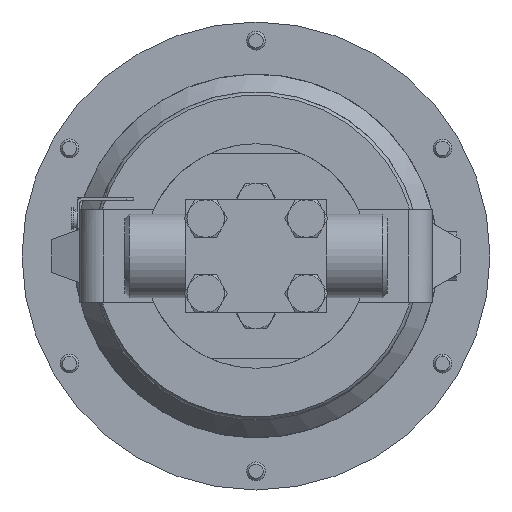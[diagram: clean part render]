
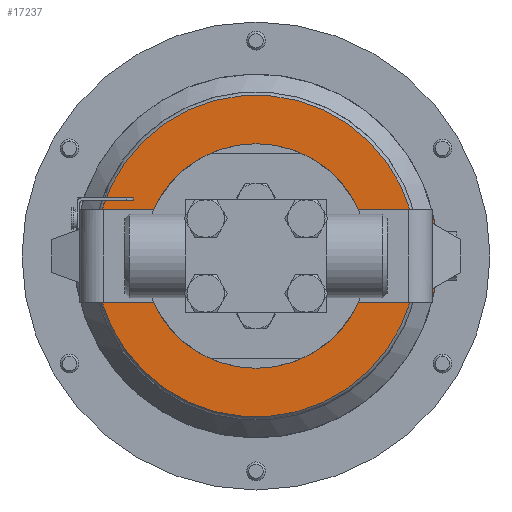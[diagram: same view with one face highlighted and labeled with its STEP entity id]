
A CAD part, front view. The second image highlights one B-rep face of the part: STEP entity #17237.
In plain terms, the highlighted planar face has unit normal (0, -1, 0).
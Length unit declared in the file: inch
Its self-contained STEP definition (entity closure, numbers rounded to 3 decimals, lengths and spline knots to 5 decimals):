
#160 = FACE_BOUND ( 'NONE', #9847, .T. ) ;
#707 = DIRECTION ( 'NONE',  ( 0., -1., 0. ) ) ;
#862 = ORIENTED_EDGE ( 'NONE', *, *, #9116, .T. ) ;
#989 = AXIS2_PLACEMENT_3D ( 'NONE', #8539, #22535, #10567 ) ;
#1298 = VERTEX_POINT ( 'NONE', #7591 ) ;
#1451 = VERTEX_POINT ( 'NONE', #23952 ) ;
#2005 = EDGE_CURVE ( 'NONE', #1298, #1451, #10654, .T. ) ;
#2162 = EDGE_LOOP ( 'NONE', ( #6879, #9001, #7720, #862, #7635, #18369, #10801, #14546, #10120 ) ) ;
#2252 = EDGE_CURVE ( 'NONE', #5927, #25946, #6202, .T. ) ;
#2336 = CARTESIAN_POINT ( 'NONE',  ( -0.88644, 10.10197, 2.03264 ) ) ;
#2619 = FACE_OUTER_BOUND ( 'NONE', #2162, .T. ) ;
#2755 = CARTESIAN_POINT ( 'NONE',  ( -0.841, 10.10197, 2.03264 ) ) ;
#3202 = CARTESIAN_POINT ( 'NONE',  ( -0.841, 10.10197, 3.20264 ) ) ;
#3471 = CARTESIAN_POINT ( 'NONE',  ( 1.22657, 10.10197, 4.11764 ) ) ;
#3590 = CARTESIAN_POINT ( 'NONE',  ( 1.22657, 10.10197, 2.61764 ) ) ;
#3650 = PLANE ( 'NONE',  #8865 ) ;
#3844 = AXIS2_PLACEMENT_3D ( 'NONE', #16581, #4535, #18616 ) ;
#4535 = DIRECTION ( 'NONE',  ( 0., -1., 0. ) ) ;
#4588 = CIRCLE ( 'NONE', #17679, 2.14874 ) ;
#4937 = AXIS2_PLACEMENT_3D ( 'NONE', #20075, #8065, #22081 ) ;
#5227 = CARTESIAN_POINT ( 'NONE',  ( 1.22657, 10.10197, 2.61764 ) ) ;
#5630 = DIRECTION ( 'NONE',  ( 1., 0., 0. ) ) ;
#5689 = DIRECTION ( 'NONE',  ( 1., 0., 0. ) ) ;
#5916 = DIRECTION ( 'NONE',  ( 1., 0., 0. ) ) ;
#5927 = VERTEX_POINT ( 'NONE', #19706 ) ;
#6182 = LINE ( 'NONE', #2336, #21609 ) ;
#6192 = EDGE_CURVE ( 'NONE', #9310, #1298, #23103, .T. ) ;
#6202 = CIRCLE ( 'NONE', #16619, 2.4285 ) ;
#6879 = ORIENTED_EDGE ( 'NONE', *, *, #21212, .T. ) ;
#7107 = VECTOR ( 'NONE', #10492, 39.37008 ) ;
#7173 = CARTESIAN_POINT ( 'NONE',  ( 3.29415, 10.10197, 3.20264 ) ) ;
#7274 = DIRECTION ( 'NONE',  ( 1., 0., 0. ) ) ;
#7591 = CARTESIAN_POINT ( 'NONE',  ( -0.88644, 10.10197, 3.20264 ) ) ;
#7635 = ORIENTED_EDGE ( 'NONE', *, *, #21573, .T. ) ;
#7720 = ORIENTED_EDGE ( 'NONE', *, *, #2005, .T. ) ;
#8065 = DIRECTION ( 'NONE',  ( 0., -1., 0. ) ) ;
#8248 = ORIENTED_EDGE ( 'NONE', *, *, #19633, .F. ) ;
#8398 = VERTEX_POINT ( 'NONE', #2755 ) ;
#8539 = CARTESIAN_POINT ( 'NONE',  ( 1.22657, 10.10197, 2.61764 ) ) ;
#8865 = AXIS2_PLACEMENT_3D ( 'NONE', #13449, #17732, #5689 ) ;
#9001 = ORIENTED_EDGE ( 'NONE', *, *, #6192, .T. ) ;
#9105 = CARTESIAN_POINT ( 'NONE',  ( 3.29415, 10.10197, 2.03264 ) ) ;
#9116 = EDGE_CURVE ( 'NONE', #1451, #8398, #6182, .T. ) ;
#9283 = EDGE_CURVE ( 'NONE', #15366, #5927, #9691, .T. ) ;
#9310 = VERTEX_POINT ( 'NONE', #3202 ) ;
#9664 = DIRECTION ( 'NONE',  ( 0., -1., 0. ) ) ;
#9691 = CIRCLE ( 'NONE', #24220, 2.4285 ) ;
#9847 = EDGE_LOOP ( 'NONE', ( #8248, #15145 ) ) ;
#10120 = ORIENTED_EDGE ( 'NONE', *, *, #11430, .T. ) ;
#10492 = DIRECTION ( 'NONE',  ( -1., 0., 0. ) ) ;
#10567 = DIRECTION ( 'NONE',  ( 1., 0., 0. ) ) ;
#10654 = CIRCLE ( 'NONE', #989, 2.1925 ) ;
#10801 = ORIENTED_EDGE ( 'NONE', *, *, #9283, .T. ) ;
#11039 = VERTEX_POINT ( 'NONE', #3471 ) ;
#11321 = LINE ( 'NONE', #24494, #23860 ) ;
#11430 = EDGE_CURVE ( 'NONE', #25946, #19982, #11321, .T. ) ;
#12138 = CARTESIAN_POINT ( 'NONE',  ( 3.58356, 10.10197, 3.20264 ) ) ;
#12394 = DIRECTION ( 'NONE',  ( 1., 0., 0. ) ) ;
#12778 = CARTESIAN_POINT ( 'NONE',  ( 1.22657, 10.10197, 2.61764 ) ) ;
#13449 = CARTESIAN_POINT ( 'NONE',  ( 1.22657, 10.10197, 2.15764 ) ) ;
#13577 = VERTEX_POINT ( 'NONE', #9105 ) ;
#14091 = CIRCLE ( 'NONE', #4937, 1.5 ) ;
#14546 = ORIENTED_EDGE ( 'NONE', *, *, #2252, .T. ) ;
#14796 = DIRECTION ( 'NONE',  ( 1., 0., 0. ) ) ;
#15145 = ORIENTED_EDGE ( 'NONE', *, *, #18973, .F. ) ;
#15366 = VERTEX_POINT ( 'NONE', #15832 ) ;
#15832 = CARTESIAN_POINT ( 'NONE',  ( 3.58356, 10.10197, 2.03264 ) ) ;
#16530 = DIRECTION ( 'NONE',  ( -1., 0., 0. ) ) ;
#16581 = CARTESIAN_POINT ( 'NONE',  ( 1.22657, 10.10197, 2.61764 ) ) ;
#16619 = AXIS2_PLACEMENT_3D ( 'NONE', #3590, #17671, #5630 ) ;
#16766 = LINE ( 'NONE', #17971, #19629 ) ;
#17237 = ADVANCED_FACE ( 'NONE', ( #160, #2619 ), #3650, .F. ) ;
#17356 = AXIS2_PLACEMENT_3D ( 'NONE', #12778, #707, #14796 ) ;
#17671 = DIRECTION ( 'NONE',  ( 0., -1., 0. ) ) ;
#17679 = AXIS2_PLACEMENT_3D ( 'NONE', #21662, #9664, #23652 ) ;
#17732 = DIRECTION ( 'NONE',  ( 0., 1., 0. ) ) ;
#17883 = EDGE_CURVE ( 'NONE', #13577, #15366, #16766, .T. ) ;
#17971 = CARTESIAN_POINT ( 'NONE',  ( -0.88644, 10.10197, 2.03264 ) ) ;
#18369 = ORIENTED_EDGE ( 'NONE', *, *, #17883, .T. ) ;
#18616 = DIRECTION ( 'NONE',  ( 0., 0., 1. ) ) ;
#18973 = EDGE_CURVE ( 'NONE', #11039, #24867, #14091, .T. ) ;
#19294 = DIRECTION ( 'NONE',  ( 0., -1., 0. ) ) ;
#19629 = VECTOR ( 'NONE', #5916, 39.37008 ) ;
#19633 = EDGE_CURVE ( 'NONE', #24867, #11039, #19699, .T. ) ;
#19699 = CIRCLE ( 'NONE', #3844, 1.5 ) ;
#19706 = CARTESIAN_POINT ( 'NONE',  ( 3.65507, 10.10197, 2.61764 ) ) ;
#19982 = VERTEX_POINT ( 'NONE', #7173 ) ;
#20075 = CARTESIAN_POINT ( 'NONE',  ( 1.22657, 10.10197, 2.61764 ) ) ;
#21212 = EDGE_CURVE ( 'NONE', #19982, #9310, #4588, .T. ) ;
#21573 = EDGE_CURVE ( 'NONE', #8398, #13577, #21984, .T. ) ;
#21609 = VECTOR ( 'NONE', #12394, 39.37008 ) ;
#21662 = CARTESIAN_POINT ( 'NONE',  ( 1.22657, 10.10197, 2.61764 ) ) ;
#21984 = CIRCLE ( 'NONE', #17356, 2.14874 ) ;
#22081 = DIRECTION ( 'NONE',  ( 0., 0., 1. ) ) ;
#22535 = DIRECTION ( 'NONE',  ( 0., -1., 0. ) ) ;
#23103 = LINE ( 'NONE', #24468, #7107 ) ;
#23652 = DIRECTION ( 'NONE',  ( 1., 0., 0. ) ) ;
#23860 = VECTOR ( 'NONE', #16530, 39.37008 ) ;
#23952 = CARTESIAN_POINT ( 'NONE',  ( -0.88644, 10.10197, 2.03264 ) ) ;
#24220 = AXIS2_PLACEMENT_3D ( 'NONE', #5227, #19294, #7274 ) ;
#24444 = CARTESIAN_POINT ( 'NONE',  ( 1.22657, 10.10197, 1.11764 ) ) ;
#24468 = CARTESIAN_POINT ( 'NONE',  ( -0.88644, 10.10197, 3.20264 ) ) ;
#24494 = CARTESIAN_POINT ( 'NONE',  ( -0.88644, 10.10197, 3.20264 ) ) ;
#24867 = VERTEX_POINT ( 'NONE', #24444 ) ;
#25946 = VERTEX_POINT ( 'NONE', #12138 ) ;
